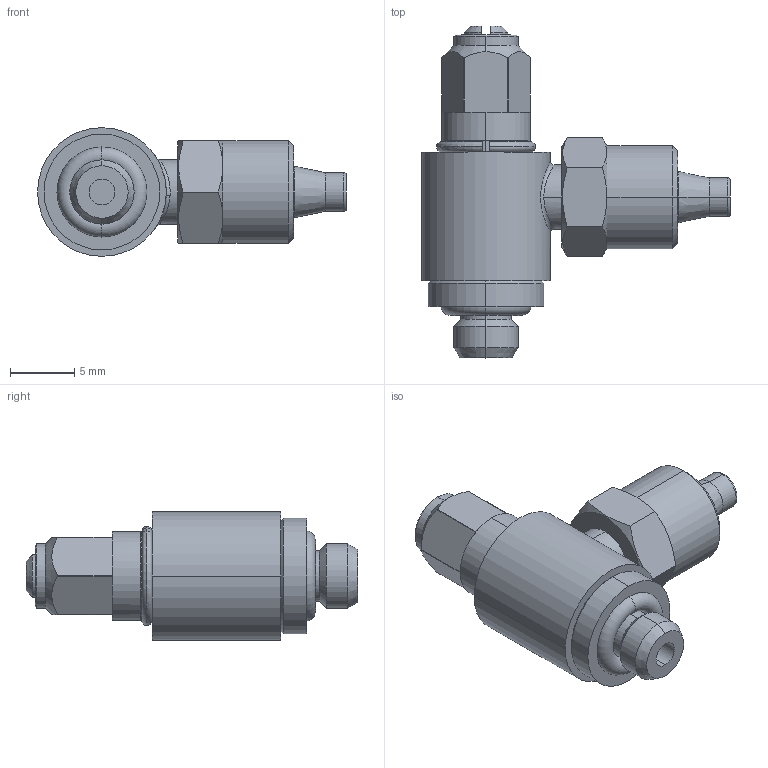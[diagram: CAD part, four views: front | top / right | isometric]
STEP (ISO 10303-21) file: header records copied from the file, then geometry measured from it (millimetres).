
FILE_DESCRIPTION (( 'STEP AP203' ), '1' );
FILE_NAME ('04100B20.STEP', '2010-04-16T15:23:06', ( '' ), ( 'sopra-pneumatic' ), 'SwSTEP 2.0', 'SolidWorks 2009', '' );
FILE_SCHEMA (( 'CONFIG_CONTROL_DESIGN' ));
Length unit declared in the file: millimetre
Products named in the file (1): 04100B20
Bounding box: 24 x 25.8 x 10 mm (x, y, z)
Volume: 1771.2 mm3; surface area: 1312.2 mm2
Topology: 2 solids, 2 shells, 110 faces, 247 edges, 154 vertices
Faces by surface type: plane 40, cylinder 34, cone 28, torus 6, bspline 2
Entity records: 4065 total; most frequent: CARTESIAN_POINT 1525, DIRECTION 537, ORIENTED_EDGE 494, EDGE_CURVE 247, AXIS2_PLACEMENT_3D 225, VERTEX_POINT 154, EDGE_LOOP 123, CIRCLE 116
